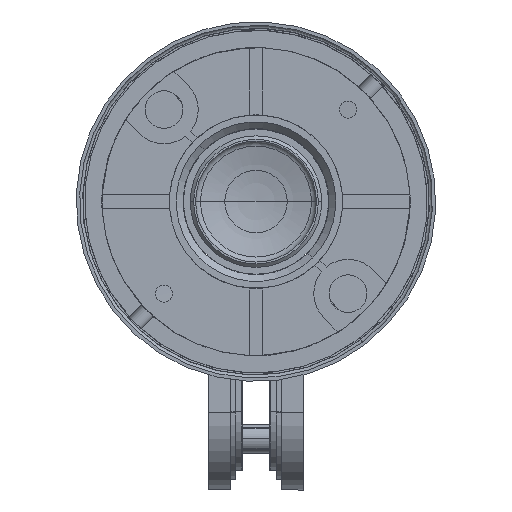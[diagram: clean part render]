
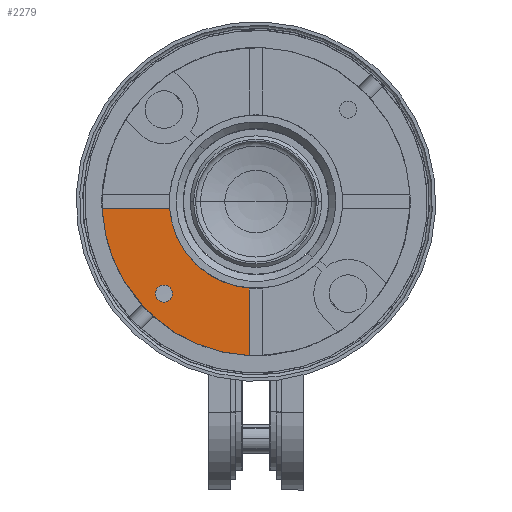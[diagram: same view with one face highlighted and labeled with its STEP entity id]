
A CAD part, front view. The second image highlights one B-rep face of the part: STEP entity #2279.
In plain terms, the highlighted planar face has unit normal (0, -1, 0).
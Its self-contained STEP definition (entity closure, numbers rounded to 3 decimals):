
#13 = ORIENTED_EDGE ( 'NONE', *, *, #12254, .F. ) ;
#916 = AXIS2_PLACEMENT_3D ( 'NONE', #2654, #20133, #15113 ) ;
#999 = VERTEX_POINT ( 'NONE', #2765 ) ;
#1118 = EDGE_CURVE ( 'NONE', #12652, #5502, #15423, .T. ) ;
#1182 = CARTESIAN_POINT ( 'NONE',  ( -33.203, 4., 30.374 ) ) ;
#1821 = CARTESIAN_POINT ( 'NONE',  ( -38., 4., 2.5 ) ) ;
#2279 = ADVANCED_FACE ( 'NONE', ( #9277, #3900 ), #11029, .F. ) ;
#2523 = CARTESIAN_POINT ( 'NONE',  ( -19.248, 4., -16.42 ) ) ;
#2607 = DIRECTION ( 'NONE',  ( 1., 0., 0. ) ) ;
#2654 = CARTESIAN_POINT ( 'NONE',  ( -38., 4., 0. ) ) ;
#2765 = CARTESIAN_POINT ( 'NONE',  ( -33.203, 4., -30.374 ) ) ;
#2770 = EDGE_LOOP ( 'NONE', ( #16685, #12346 ) ) ;
#3551 = CARTESIAN_POINT ( 'NONE',  ( 0., 4., 0. ) ) ;
#3900 = FACE_OUTER_BOUND ( 'NONE', #14972, .T. ) ;
#4239 = CARTESIAN_POINT ( 'NONE',  ( 0., 4., 0. ) ) ;
#4267 = LINE ( 'NONE', #2523, #15363 ) ;
#4499 = VERTEX_POINT ( 'NONE', #16551 ) ;
#4862 = AXIS2_PLACEMENT_3D ( 'NONE', #4239, #11358, #2607 ) ;
#5404 = EDGE_CURVE ( 'NONE', #17493, #4499, #10082, .T. ) ;
#5502 = VERTEX_POINT ( 'NONE', #17624 ) ;
#6623 = ORIENTED_EDGE ( 'NONE', *, *, #22803, .F. ) ;
#6973 = ORIENTED_EDGE ( 'NONE', *, *, #16039, .F. ) ;
#7533 = DIRECTION ( 'NONE',  ( 0., 1., 0. ) ) ;
#8211 = VERTEX_POINT ( 'NONE', #9459 ) ;
#8489 = CIRCLE ( 'NONE', #14032, 2.5 ) ;
#9277 = FACE_BOUND ( 'NONE', #2770, .T. ) ;
#9459 = CARTESIAN_POINT ( 'NONE',  ( -33.203, 4., 30.374 ) ) ;
#9665 = DIRECTION ( 'NONE',  ( 0., 1., 0. ) ) ;
#10082 = CIRCLE ( 'NONE', #4862, 25.3 ) ;
#10495 = DIRECTION ( 'NONE',  ( 0., 1., 0. ) ) ;
#11029 = PLANE ( 'NONE',  #20488 ) ;
#11043 = DIRECTION ( 'NONE',  ( -0.707, 0., -0.707 ) ) ;
#11358 = DIRECTION ( 'NONE',  ( 0., -1., 0. ) ) ;
#12254 = EDGE_CURVE ( 'NONE', #999, #8211, #22892, .T. ) ;
#12346 = ORIENTED_EDGE ( 'NONE', *, *, #12421, .T. ) ;
#12421 = EDGE_CURVE ( 'NONE', #5502, #12652, #8489, .T. ) ;
#12538 = VECTOR ( 'NONE', #15740, 1000. ) ;
#12575 = CARTESIAN_POINT ( 'NONE',  ( 0., 4., 0. ) ) ;
#12652 = VERTEX_POINT ( 'NONE', #1821 ) ;
#12919 = DIRECTION ( 'NONE',  ( 0., 0., 1. ) ) ;
#14032 = AXIS2_PLACEMENT_3D ( 'NONE', #16414, #9665, #12919 ) ;
#14972 = EDGE_LOOP ( 'NONE', ( #6623, #22861, #6973, #13 ) ) ;
#15113 = DIRECTION ( 'NONE',  ( 0., 0., 1. ) ) ;
#15363 = VECTOR ( 'NONE', #11043, 1000. ) ;
#15423 = CIRCLE ( 'NONE', #916, 2.5 ) ;
#15598 = CARTESIAN_POINT ( 'NONE',  ( -19.248, 4., 16.42 ) ) ;
#15740 = DIRECTION ( 'NONE',  ( 0.707, 0., -0.707 ) ) ;
#15819 = AXIS2_PLACEMENT_3D ( 'NONE', #12575, #10495, #17701 ) ;
#16039 = EDGE_CURVE ( 'NONE', #8211, #17493, #17120, .T. ) ;
#16414 = CARTESIAN_POINT ( 'NONE',  ( -38., 4., 0. ) ) ;
#16551 = CARTESIAN_POINT ( 'NONE',  ( -19.248, 4., -16.42 ) ) ;
#16685 = ORIENTED_EDGE ( 'NONE', *, *, #1118, .T. ) ;
#17120 = LINE ( 'NONE', #1182, #12538 ) ;
#17493 = VERTEX_POINT ( 'NONE', #15598 ) ;
#17624 = CARTESIAN_POINT ( 'NONE',  ( -38., 4., -2.5 ) ) ;
#17701 = DIRECTION ( 'NONE',  ( 1., 0., 0. ) ) ;
#20133 = DIRECTION ( 'NONE',  ( 0., 1., 0. ) ) ;
#20488 = AXIS2_PLACEMENT_3D ( 'NONE', #3551, #7533, #23033 ) ;
#22803 = EDGE_CURVE ( 'NONE', #4499, #999, #4267, .T. ) ;
#22861 = ORIENTED_EDGE ( 'NONE', *, *, #5404, .F. ) ;
#22892 = CIRCLE ( 'NONE', #15819, 45. ) ;
#23033 = DIRECTION ( 'NONE',  ( 0., 0., 1. ) ) ;
